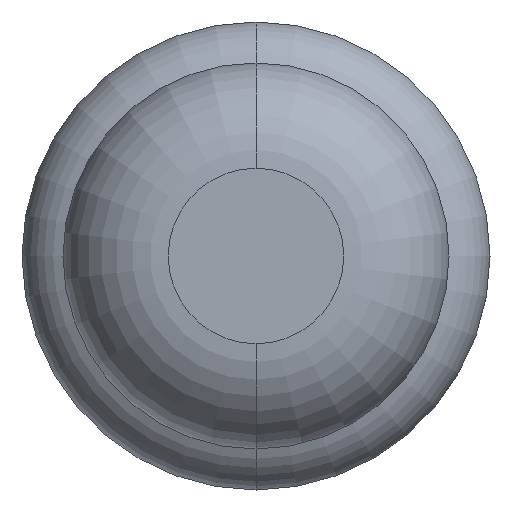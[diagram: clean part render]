
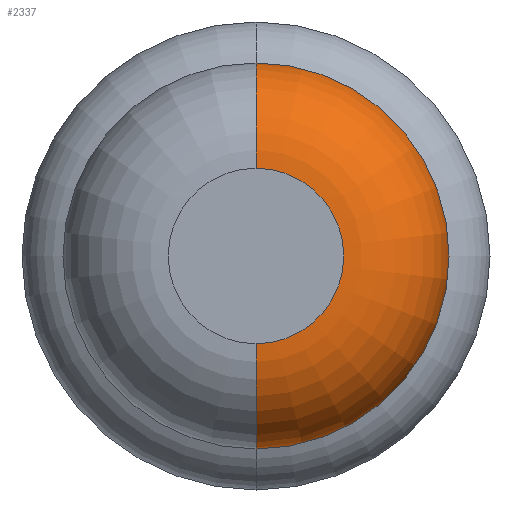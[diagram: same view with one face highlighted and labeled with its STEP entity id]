
A CAD part, front view. The second image highlights one B-rep face of the part: STEP entity #2337.
In plain terms, the highlighted toroidal (fillet/blend) face has major radius 0.375 mm and minor radius 0.45 mm.
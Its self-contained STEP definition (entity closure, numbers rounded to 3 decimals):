
#168 = DIRECTION ( 'NONE',  ( 0., 1., 0. ) ) ;
#189 = EDGE_CURVE ( 'Defeature ausgef�hrt1_3+Defeature ausgef�hrt1_2+Defeature ausgef�hrt1_2+Defeature ausgef�hrt1_2', #359, #4335, #2648, .T. ) ;
#218 = EDGE_CURVE ( 'Defeature ausgef�hrt1_2+Defeature ausgef�hrt1_1+Defeature ausgef�hrt1_1+Defeature ausgef�hrt1_1', #3283, #2186, #3535, .T. ) ;
#359 = VERTEX_POINT ( 'NONE', #845 ) ;
#467 = AXIS2_PLACEMENT_3D ( 'NONE', #2978, #3037, #2392 ) ;
#485 = AXIS2_PLACEMENT_3D ( 'NONE', #2312, #1956, #3967 ) ;
#502 = DIRECTION ( 'NONE',  ( 0., 0., 1. ) ) ;
#573 = EDGE_CURVE ( 'NONE', #2186, #4335, #3910, .T. ) ;
#845 = CARTESIAN_POINT ( 'NONE',  ( 0., -23.55, 0.825 ) ) ;
#1139 = CARTESIAN_POINT ( 'NONE',  ( 0., -24., -0.375 ) ) ;
#1174 = CARTESIAN_POINT ( 'NONE',  ( 0., -24., 0. ) ) ;
#1433 = AXIS2_PLACEMENT_3D ( 'NONE', #1671, #4059, #2323 ) ;
#1671 = CARTESIAN_POINT ( 'NONE',  ( 0., -23.55, 0.375 ) ) ;
#1956 = DIRECTION ( 'NONE',  ( 0., 1., 0. ) ) ;
#2041 = ORIENTED_EDGE ( 'NONE', *, *, #218, .T. ) ;
#2186 = VERTEX_POINT ( 'NONE', #1139 ) ;
#2312 = CARTESIAN_POINT ( 'NONE',  ( 0., -23.55, 0. ) ) ;
#2323 = DIRECTION ( 'NONE',  ( 0., 0., 1. ) ) ;
#2337 = ADVANCED_FACE ( 'Defeature ausgef�hrt1_2', ( #4138 ), #3501, .T. ) ;
#2392 = DIRECTION ( 'NONE',  ( 0., 0., -1. ) ) ;
#2563 = DIRECTION ( 'NONE',  ( 0., 0., 1. ) ) ;
#2648 = CIRCLE ( 'NONE', #3290, 0.825 ) ;
#2978 = CARTESIAN_POINT ( 'NONE',  ( 0., -23.55, -0.375 ) ) ;
#3037 = DIRECTION ( 'NONE',  ( 1., 0., 0. ) ) ;
#3244 = CARTESIAN_POINT ( 'NONE',  ( 0., -24., 0.375 ) ) ;
#3282 = CARTESIAN_POINT ( 'NONE',  ( 0., -23.55, 0. ) ) ;
#3283 = VERTEX_POINT ( 'NONE', #3244 ) ;
#3290 = AXIS2_PLACEMENT_3D ( 'NONE', #3282, #4267, #2563 ) ;
#3501 = TOROIDAL_SURFACE ( 'NONE', #485, 0.375, 0.45 ) ;
#3535 = CIRCLE ( 'NONE', #3744, 0.375 ) ;
#3553 = CIRCLE ( 'NONE', #1433, 0.45 ) ;
#3652 = EDGE_CURVE ( 'NONE', #3283, #359, #3553, .T. ) ;
#3744 = AXIS2_PLACEMENT_3D ( 'NONE', #1174, #168, #502 ) ;
#3910 = CIRCLE ( 'NONE', #467, 0.45 ) ;
#3967 = DIRECTION ( 'NONE',  ( 0., 0., 1. ) ) ;
#3983 = ORIENTED_EDGE ( 'NONE', *, *, #573, .T. ) ;
#4059 = DIRECTION ( 'NONE',  ( -1., 0., 0. ) ) ;
#4138 = FACE_OUTER_BOUND ( 'NONE', #4339, .T. ) ;
#4243 = CARTESIAN_POINT ( 'NONE',  ( 0., -23.55, -0.825 ) ) ;
#4267 = DIRECTION ( 'NONE',  ( 0., 1., 0. ) ) ;
#4272 = ORIENTED_EDGE ( 'NONE', *, *, #189, .F. ) ;
#4335 = VERTEX_POINT ( 'NONE', #4243 ) ;
#4339 = EDGE_LOOP ( 'NONE', ( #2041, #3983, #4272, #4387 ) ) ;
#4387 = ORIENTED_EDGE ( 'NONE', *, *, #3652, .F. ) ;
